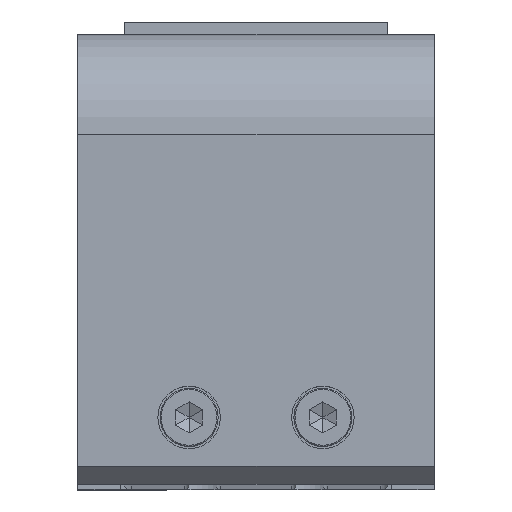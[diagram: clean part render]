
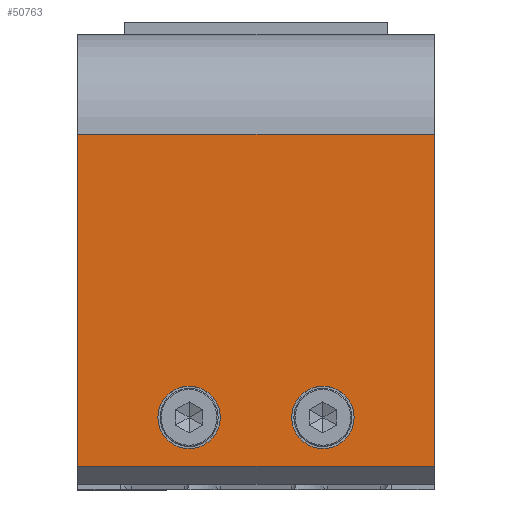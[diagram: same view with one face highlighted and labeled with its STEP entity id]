
A CAD part, top view. The second image highlights one B-rep face of the part: STEP entity #50763.
In plain terms, the highlighted planar face has unit normal (0, 0, 1).
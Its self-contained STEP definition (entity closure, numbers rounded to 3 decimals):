
#717 = EDGE_LOOP ( 'NONE', ( #131441, #104229, #121031, #61611 ) ) ;
#3775 = LINE ( 'NONE', #130594, #16336 ) ;
#4499 = EDGE_CURVE ( 'NONE', #26451, #81950, #3775, .T. ) ;
#7013 = DIRECTION ( 'NONE',  ( -1., 0., 0. ) ) ;
#10630 = EDGE_CURVE ( 'NONE', #99468, #42155, #56415, .T. ) ;
#12151 = DIRECTION ( 'NONE',  ( 1., 0., 0. ) ) ;
#15226 = VECTOR ( 'NONE', #91056, 1000. ) ;
#15256 = DIRECTION ( 'NONE',  ( 1., 0., 0. ) ) ;
#16020 = CARTESIAN_POINT ( 'NONE',  ( 160.798, 174.238, 570.351 ) ) ;
#16336 = VECTOR ( 'NONE', #57009, 1000. ) ;
#26451 = VERTEX_POINT ( 'NONE', #49626 ) ;
#28450 = VERTEX_POINT ( 'NONE', #66755 ) ;
#29512 = ORIENTED_EDGE ( 'NONE', *, *, #10630, .F. ) ;
#32148 = AXIS2_PLACEMENT_3D ( 'NONE', #129231, #86887, #12151 ) ;
#32229 = CARTESIAN_POINT ( 'NONE',  ( 105.798, 237.738, 570.351 ) ) ;
#35411 = DIRECTION ( 'NONE',  ( 0., 0., 1. ) ) ;
#36504 = LINE ( 'NONE', #78741, #55868 ) ;
#37716 = CARTESIAN_POINT ( 'NONE',  ( 185.798, 163.238, 570.351 ) ) ;
#42155 = VERTEX_POINT ( 'NONE', #59952 ) ;
#42702 = EDGE_LOOP ( 'NONE', ( #91345, #29512 ) ) ;
#43866 = AXIS2_PLACEMENT_3D ( 'NONE', #60887, #69952, #7013 ) ;
#49398 = EDGE_CURVE ( 'NONE', #131896, #28450, #103048, .T. ) ;
#49626 = CARTESIAN_POINT ( 'NONE',  ( 105.798, 163.238, 570.351 ) ) ;
#50763 = ADVANCED_FACE ( 'NONE', ( #132429, #69267, #114392 ), #70664, .F. ) ;
#55868 = VECTOR ( 'NONE', #121148, 1000. ) ;
#56409 = VERTEX_POINT ( 'NONE', #118697 ) ;
#56415 = CIRCLE ( 'NONE', #74131, 7. ) ;
#57009 = DIRECTION ( 'NONE',  ( 1., 0., 0. ) ) ;
#59952 = CARTESIAN_POINT ( 'NONE',  ( 137.798, 174.238, 570.351 ) ) ;
#60887 = CARTESIAN_POINT ( 'NONE',  ( 185.798, 159.238, 570.351 ) ) ;
#61611 = ORIENTED_EDGE ( 'NONE', *, *, #131383, .T. ) ;
#62688 = CARTESIAN_POINT ( 'NONE',  ( 185.798, 237.738, 570.351 ) ) ;
#62739 = ORIENTED_EDGE ( 'NONE', *, *, #62785, .F. ) ;
#62785 = EDGE_CURVE ( 'NONE', #28450, #131896, #136918, .T. ) ;
#66755 = CARTESIAN_POINT ( 'NONE',  ( 167.798, 174.238, 570.351 ) ) ;
#68533 = VERTEX_POINT ( 'NONE', #32229 ) ;
#69267 = FACE_BOUND ( 'NONE', #114867, .T. ) ;
#69952 = DIRECTION ( 'NONE',  ( 0., 0., -1. ) ) ;
#70664 = PLANE ( 'NONE',  #43866 ) ;
#71103 = ORIENTED_EDGE ( 'NONE', *, *, #49398, .F. ) ;
#74131 = AXIS2_PLACEMENT_3D ( 'NONE', #136736, #102792, #125572 ) ;
#78573 = CIRCLE ( 'NONE', #32148, 7. ) ;
#78741 = CARTESIAN_POINT ( 'NONE',  ( 185.798, 159.238, 570.351 ) ) ;
#79880 = CARTESIAN_POINT ( 'NONE',  ( 105.798, 159.238, 570.351 ) ) ;
#80558 = LINE ( 'NONE', #79880, #15226 ) ;
#81950 = VERTEX_POINT ( 'NONE', #37716 ) ;
#86887 = DIRECTION ( 'NONE',  ( 0., 0., 1. ) ) ;
#88509 = EDGE_CURVE ( 'NONE', #56409, #81950, #36504, .T. ) ;
#89323 = CARTESIAN_POINT ( 'NONE',  ( 160.798, 174.238, 570.351 ) ) ;
#90339 = EDGE_CURVE ( 'NONE', #42155, #99468, #78573, .T. ) ;
#91056 = DIRECTION ( 'NONE',  ( 0., -1., 0. ) ) ;
#91345 = ORIENTED_EDGE ( 'NONE', *, *, #90339, .F. ) ;
#94679 = AXIS2_PLACEMENT_3D ( 'NONE', #16020, #35411, #100633 ) ;
#99468 = VERTEX_POINT ( 'NONE', #111952 ) ;
#100633 = DIRECTION ( 'NONE',  ( 1., 0., 0. ) ) ;
#102386 = DIRECTION ( 'NONE',  ( -1., 0., 0. ) ) ;
#102792 = DIRECTION ( 'NONE',  ( 0., 0., 1. ) ) ;
#103048 = CIRCLE ( 'NONE', #120678, 7. ) ;
#104229 = ORIENTED_EDGE ( 'NONE', *, *, #4499, .T. ) ;
#110218 = DIRECTION ( 'NONE',  ( 0., 0., 1. ) ) ;
#111952 = CARTESIAN_POINT ( 'NONE',  ( 123.798, 174.238, 570.351 ) ) ;
#114392 = FACE_OUTER_BOUND ( 'NONE', #717, .T. ) ;
#114867 = EDGE_LOOP ( 'NONE', ( #62739, #71103 ) ) ;
#118697 = CARTESIAN_POINT ( 'NONE',  ( 185.798, 237.738, 570.351 ) ) ;
#120678 = AXIS2_PLACEMENT_3D ( 'NONE', #89323, #110218, #15256 ) ;
#121031 = ORIENTED_EDGE ( 'NONE', *, *, #88509, .F. ) ;
#121148 = DIRECTION ( 'NONE',  ( 0., -1., 0. ) ) ;
#123870 = LINE ( 'NONE', #62688, #127715 ) ;
#125572 = DIRECTION ( 'NONE',  ( 1., 0., 0. ) ) ;
#127715 = VECTOR ( 'NONE', #102386, 1000. ) ;
#128135 = EDGE_CURVE ( 'NONE', #68533, #26451, #80558, .T. ) ;
#129231 = CARTESIAN_POINT ( 'NONE',  ( 130.798, 174.238, 570.351 ) ) ;
#130301 = CARTESIAN_POINT ( 'NONE',  ( 153.798, 174.238, 570.351 ) ) ;
#130594 = CARTESIAN_POINT ( 'NONE',  ( 185.798, 163.238, 570.351 ) ) ;
#131383 = EDGE_CURVE ( 'NONE', #56409, #68533, #123870, .T. ) ;
#131441 = ORIENTED_EDGE ( 'NONE', *, *, #128135, .T. ) ;
#131896 = VERTEX_POINT ( 'NONE', #130301 ) ;
#132429 = FACE_BOUND ( 'NONE', #42702, .T. ) ;
#136736 = CARTESIAN_POINT ( 'NONE',  ( 130.798, 174.238, 570.351 ) ) ;
#136918 = CIRCLE ( 'NONE', #94679, 7. ) ;
